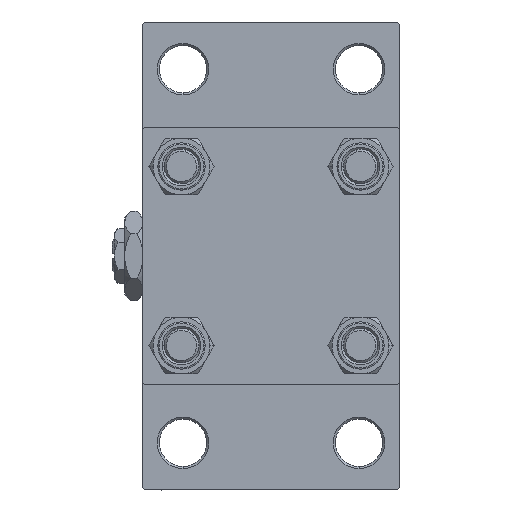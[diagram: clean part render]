
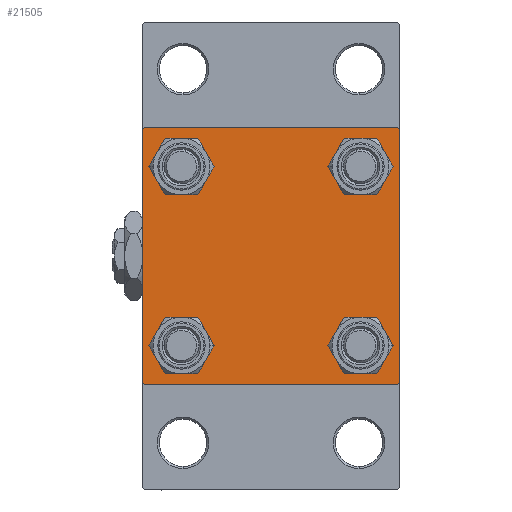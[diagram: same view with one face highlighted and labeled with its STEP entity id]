
A CAD part, left-side view. The second image highlights one B-rep face of the part: STEP entity #21505.
In plain terms, the highlighted planar face has unit normal (-1, 0, 0).
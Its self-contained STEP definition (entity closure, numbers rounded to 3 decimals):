
#38 = LINE ( 'NONE', #41683, #20029 ) ;
#176 = CARTESIAN_POINT ( 'NONE',  ( 0., -20.85, -20.85 ) ) ;
#241 = EDGE_CURVE ( 'NONE', #1157, #24214, #20576, .T. ) ;
#646 = AXIS2_PLACEMENT_3D ( 'NONE', #8996, #28048, #20794 ) ;
#1144 = DIRECTION ( 'NONE',  ( 1., 0., 0. ) ) ;
#1157 = VERTEX_POINT ( 'NONE', #39142 ) ;
#2076 = CARTESIAN_POINT ( 'NONE',  ( 0., -20.85, -20.85 ) ) ;
#2201 = AXIS2_PLACEMENT_3D ( 'NONE', #41165, #30380, #45671 ) ;
#2361 = EDGE_CURVE ( 'NONE', #9229, #24245, #26411, .T. ) ;
#2596 = ORIENTED_EDGE ( 'NONE', *, *, #241, .T. ) ;
#2889 = AXIS2_PLACEMENT_3D ( 'NONE', #176, #4197, #8203 ) ;
#3276 = CARTESIAN_POINT ( 'NONE',  ( 0., 0., 0. ) ) ;
#3351 = CARTESIAN_POINT ( 'NONE',  ( 0., -29.5, -30. ) ) ;
#3452 = EDGE_CURVE ( 'NONE', #24214, #1157, #28688, .T. ) ;
#3469 = ORIENTED_EDGE ( 'NONE', *, *, #7348, .T. ) ;
#4197 = DIRECTION ( 'NONE',  ( 1., 0., 0. ) ) ;
#4729 = EDGE_CURVE ( 'NONE', #28289, #14066, #28544, .T. ) ;
#4747 = CARTESIAN_POINT ( 'NONE',  ( 0., -20.85, -25.35 ) ) ;
#5363 = CARTESIAN_POINT ( 'NONE',  ( 0., 29.5, 30. ) ) ;
#5828 = ORIENTED_EDGE ( 'NONE', *, *, #38478, .T. ) ;
#6152 = VECTOR ( 'NONE', #6515, 1000. ) ;
#6262 = CARTESIAN_POINT ( 'NONE',  ( 0., 30., 30. ) ) ;
#6515 = DIRECTION ( 'NONE',  ( 0., -1., 0. ) ) ;
#6554 = CARTESIAN_POINT ( 'NONE',  ( 0., 30., 30. ) ) ;
#7348 = EDGE_CURVE ( 'NONE', #18245, #9229, #25383, .T. ) ;
#7467 = ORIENTED_EDGE ( 'NONE', *, *, #3452, .T. ) ;
#7559 = LINE ( 'NONE', #38643, #23164 ) ;
#8194 = DIRECTION ( 'NONE',  ( 0., 0., 1. ) ) ;
#8203 = DIRECTION ( 'NONE',  ( 0., 0., 1. ) ) ;
#8996 = CARTESIAN_POINT ( 'NONE',  ( 0., -20.85, 20.85 ) ) ;
#9178 = ORIENTED_EDGE ( 'NONE', *, *, #26981, .T. ) ;
#9229 = VERTEX_POINT ( 'NONE', #16191 ) ;
#9615 = EDGE_CURVE ( 'NONE', #28289, #22706, #32093, .T. ) ;
#9765 = DIRECTION ( 'NONE',  ( 0., 0., -1. ) ) ;
#9877 = DIRECTION ( 'NONE',  ( 1., 0., 0. ) ) ;
#10842 = DIRECTION ( 'NONE',  ( 1., 0., 0. ) ) ;
#11061 = FACE_OUTER_BOUND ( 'NONE', #39918, .T. ) ;
#11216 = EDGE_CURVE ( 'NONE', #49182, #14066, #38, .T. ) ;
#11253 = ORIENTED_EDGE ( 'NONE', *, *, #11216, .T. ) ;
#11736 = CIRCLE ( 'NONE', #24520, 4.5 ) ;
#12470 = EDGE_LOOP ( 'NONE', ( #9178, #5828 ) ) ;
#12480 = CARTESIAN_POINT ( 'NONE',  ( 0., -29.5, 30. ) ) ;
#12513 = CARTESIAN_POINT ( 'NONE',  ( 0., 29.75, -29.75 ) ) ;
#14066 = VERTEX_POINT ( 'NONE', #39151 ) ;
#14191 = EDGE_LOOP ( 'NONE', ( #19129, #32648 ) ) ;
#15036 = VECTOR ( 'NONE', #38840, 1000. ) ;
#15174 = AXIS2_PLACEMENT_3D ( 'NONE', #42541, #29607, #8194 ) ;
#16191 = CARTESIAN_POINT ( 'NONE',  ( 0., 30., -29.5 ) ) ;
#16391 = CARTESIAN_POINT ( 'NONE',  ( 0., 30., -30. ) ) ;
#16613 = VERTEX_POINT ( 'NONE', #5363 ) ;
#16904 = VECTOR ( 'NONE', #39864, 1000. ) ;
#16987 = CIRCLE ( 'NONE', #44989, 4.5 ) ;
#18116 = CARTESIAN_POINT ( 'NONE',  ( 0., 20.85, 20.85 ) ) ;
#18245 = VERTEX_POINT ( 'NONE', #31536 ) ;
#18343 = DIRECTION ( 'NONE',  ( -1., 0., 0. ) ) ;
#18893 = ORIENTED_EDGE ( 'NONE', *, *, #43149, .F. ) ;
#18968 = AXIS2_PLACEMENT_3D ( 'NONE', #31406, #31895, #39434 ) ;
#19129 = ORIENTED_EDGE ( 'NONE', *, *, #35466, .T. ) ;
#19263 = EDGE_CURVE ( 'NONE', #19575, #39101, #16987, .T. ) ;
#19348 = CARTESIAN_POINT ( 'NONE',  ( 0., 20.85, 25.35 ) ) ;
#19575 = VERTEX_POINT ( 'NONE', #28600 ) ;
#20029 = VECTOR ( 'NONE', #34657, 1000. ) ;
#20142 = VERTEX_POINT ( 'NONE', #24676 ) ;
#20576 = CIRCLE ( 'NONE', #18968, 4.5 ) ;
#20794 = DIRECTION ( 'NONE',  ( 0., 0., 1. ) ) ;
#21505 = ADVANCED_FACE ( 'NONE', ( #45387, #33874, #26111, #49392, #11061 ), #33369, .T. ) ;
#21895 = AXIS2_PLACEMENT_3D ( 'NONE', #3276, #18343, #40906 ) ;
#22706 = VERTEX_POINT ( 'NONE', #12480 ) ;
#23120 = VECTOR ( 'NONE', #9765, 1000. ) ;
#23164 = VECTOR ( 'NONE', #34141, 1000. ) ;
#23921 = LINE ( 'NONE', #16391, #24310 ) ;
#24123 = ORIENTED_EDGE ( 'NONE', *, *, #47863, .T. ) ;
#24180 = DIRECTION ( 'NONE',  ( 0., 0., 1. ) ) ;
#24214 = VERTEX_POINT ( 'NONE', #30598 ) ;
#24245 = VERTEX_POINT ( 'NONE', #35342 ) ;
#24310 = VECTOR ( 'NONE', #31664, 1000. ) ;
#24520 = AXIS2_PLACEMENT_3D ( 'NONE', #18116, #10842, #44930 ) ;
#24582 = CARTESIAN_POINT ( 'NONE',  ( 0., -29.75, 29.75 ) ) ;
#24676 = CARTESIAN_POINT ( 'NONE',  ( 0., 20.85, 16.35 ) ) ;
#25383 = LINE ( 'NONE', #6554, #40823 ) ;
#26037 = EDGE_CURVE ( 'NONE', #24245, #49182, #23921, .T. ) ;
#26111 = FACE_BOUND ( 'NONE', #32898, .T. ) ;
#26411 = LINE ( 'NONE', #12513, #15036 ) ;
#26799 = ORIENTED_EDGE ( 'NONE', *, *, #26037, .T. ) ;
#26981 = EDGE_CURVE ( 'NONE', #38146, #48641, #42747, .T. ) ;
#27283 = ORIENTED_EDGE ( 'NONE', *, *, #4729, .F. ) ;
#27330 = CARTESIAN_POINT ( 'NONE',  ( 0., -20.85, -16.35 ) ) ;
#28048 = DIRECTION ( 'NONE',  ( 1., 0., 0. ) ) ;
#28289 = VERTEX_POINT ( 'NONE', #46032 ) ;
#28544 = LINE ( 'NONE', #35579, #23120 ) ;
#28600 = CARTESIAN_POINT ( 'NONE',  ( 0., 20.85, -16.35 ) ) ;
#28688 = CIRCLE ( 'NONE', #646, 4.5 ) ;
#29607 = DIRECTION ( 'NONE',  ( 1., 0., 0. ) ) ;
#30380 = DIRECTION ( 'NONE',  ( 1., 0., 0. ) ) ;
#30598 = CARTESIAN_POINT ( 'NONE',  ( 0., -20.85, 25.35 ) ) ;
#31406 = CARTESIAN_POINT ( 'NONE',  ( 0., -20.85, 20.85 ) ) ;
#31491 = DIRECTION ( 'NONE',  ( 0., 0., 1. ) ) ;
#31536 = CARTESIAN_POINT ( 'NONE',  ( 0., 30., 29.5 ) ) ;
#31664 = DIRECTION ( 'NONE',  ( 0., -1., 0. ) ) ;
#31895 = DIRECTION ( 'NONE',  ( 1., 0., 0. ) ) ;
#32093 = LINE ( 'NONE', #24582, #16904 ) ;
#32648 = ORIENTED_EDGE ( 'NONE', *, *, #33230, .T. ) ;
#32898 = EDGE_LOOP ( 'NONE', ( #37318, #35800 ) ) ;
#33230 = EDGE_CURVE ( 'NONE', #20142, #46986, #11736, .T. ) ;
#33369 = PLANE ( 'NONE',  #21895 ) ;
#33874 = FACE_BOUND ( 'NONE', #12470, .T. ) ;
#34141 = DIRECTION ( 'NONE',  ( 0., 0.707, -0.707 ) ) ;
#34657 = DIRECTION ( 'NONE',  ( 0., -0.707, 0.707 ) ) ;
#35342 = CARTESIAN_POINT ( 'NONE',  ( 0., 29.5, -30. ) ) ;
#35466 = EDGE_CURVE ( 'NONE', #46986, #20142, #42244, .T. ) ;
#35579 = CARTESIAN_POINT ( 'NONE',  ( 0., -30., 30. ) ) ;
#35800 = ORIENTED_EDGE ( 'NONE', *, *, #37139, .T. ) ;
#36772 = CIRCLE ( 'NONE', #15174, 4.5 ) ;
#37139 = EDGE_CURVE ( 'NONE', #39101, #19575, #36772, .T. ) ;
#37318 = ORIENTED_EDGE ( 'NONE', *, *, #19263, .T. ) ;
#38146 = VERTEX_POINT ( 'NONE', #27330 ) ;
#38478 = EDGE_CURVE ( 'NONE', #48641, #38146, #42158, .T. ) ;
#38643 = CARTESIAN_POINT ( 'NONE',  ( 0., 29.75, 29.75 ) ) ;
#38840 = DIRECTION ( 'NONE',  ( 0., -0.707, -0.707 ) ) ;
#39101 = VERTEX_POINT ( 'NONE', #40103 ) ;
#39142 = CARTESIAN_POINT ( 'NONE',  ( 0., -20.85, 16.35 ) ) ;
#39151 = CARTESIAN_POINT ( 'NONE',  ( 0., -30., -29.5 ) ) ;
#39434 = DIRECTION ( 'NONE',  ( 0., 0., 1. ) ) ;
#39654 = ORIENTED_EDGE ( 'NONE', *, *, #9615, .T. ) ;
#39864 = DIRECTION ( 'NONE',  ( 0., 0.707, 0.707 ) ) ;
#39918 = EDGE_LOOP ( 'NONE', ( #3469, #48617, #26799, #11253, #27283, #39654, #18893, #24123 ) ) ;
#40103 = CARTESIAN_POINT ( 'NONE',  ( 0., 20.85, -25.35 ) ) ;
#40126 = LINE ( 'NONE', #6262, #6152 ) ;
#40823 = VECTOR ( 'NONE', #43906, 1000. ) ;
#40906 = DIRECTION ( 'NONE',  ( 0., 0., 1. ) ) ;
#41165 = CARTESIAN_POINT ( 'NONE',  ( 0., 20.85, 20.85 ) ) ;
#41683 = CARTESIAN_POINT ( 'NONE',  ( 0., -29.75, -29.75 ) ) ;
#42158 = CIRCLE ( 'NONE', #2889, 4.5 ) ;
#42244 = CIRCLE ( 'NONE', #2201, 4.5 ) ;
#42541 = CARTESIAN_POINT ( 'NONE',  ( 0., 20.85, -20.85 ) ) ;
#42747 = CIRCLE ( 'NONE', #43538, 4.5 ) ;
#43149 = EDGE_CURVE ( 'NONE', #16613, #22706, #40126, .T. ) ;
#43538 = AXIS2_PLACEMENT_3D ( 'NONE', #2076, #9877, #24180 ) ;
#43906 = DIRECTION ( 'NONE',  ( 0., 0., -1. ) ) ;
#44930 = DIRECTION ( 'NONE',  ( 0., 0., 1. ) ) ;
#44989 = AXIS2_PLACEMENT_3D ( 'NONE', #47027, #1144, #31491 ) ;
#45387 = FACE_BOUND ( 'NONE', #49145, .T. ) ;
#45671 = DIRECTION ( 'NONE',  ( 0., 0., 1. ) ) ;
#46032 = CARTESIAN_POINT ( 'NONE',  ( 0., -30., 29.5 ) ) ;
#46986 = VERTEX_POINT ( 'NONE', #19348 ) ;
#47027 = CARTESIAN_POINT ( 'NONE',  ( 0., 20.85, -20.85 ) ) ;
#47863 = EDGE_CURVE ( 'NONE', #16613, #18245, #7559, .T. ) ;
#48617 = ORIENTED_EDGE ( 'NONE', *, *, #2361, .T. ) ;
#48641 = VERTEX_POINT ( 'NONE', #4747 ) ;
#49145 = EDGE_LOOP ( 'NONE', ( #7467, #2596 ) ) ;
#49182 = VERTEX_POINT ( 'NONE', #3351 ) ;
#49392 = FACE_BOUND ( 'NONE', #14191, .T. ) ;
